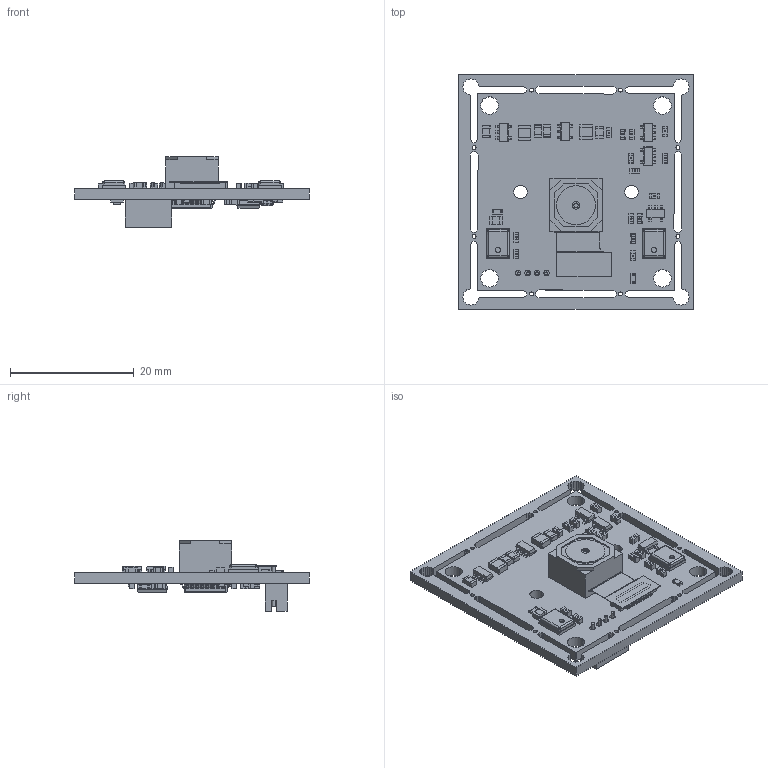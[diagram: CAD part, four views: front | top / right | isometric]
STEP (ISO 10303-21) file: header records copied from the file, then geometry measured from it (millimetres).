
FILE_DESCRIPTION (( 'STEP AP214' ), '1' );
FILE_NAME ('B0292.STEP', '2023-06-13T01:42:09', ( '' ), ( '' ), 'SwSTEP 2.0', 'SolidWorks 2021', '' );
FILE_SCHEMA (( 'AUTOMOTIVE_DESIGN' ));
Length unit declared in the file: millimetre
Products named in the file (1): B0292
Bounding box: 38 x 38 x 11.42 mm (x, y, z)
Volume: 2869.1 mm3; surface area: 5095.5 mm2
Topology: 88 solids, 88 shells, 6432 faces, 16483 edges, 10133 vertices
Faces by surface type: plane 3673, cylinder 1305, bspline 913, sphere 344, cone 122, torus 75
Entity records: 331742 total; most frequent: CARTESIAN_POINT 112201, ORIENTED_EDGE 32214, DIRECTION 27709, EDGE_CURVE 16107, VECTOR 11099, LINE 11099, VERTEX_POINT 10133, AXIS2_PLACEMENT_3D 8305
